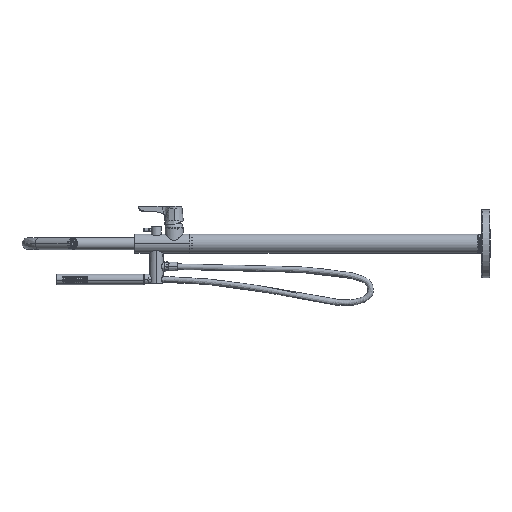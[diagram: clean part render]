
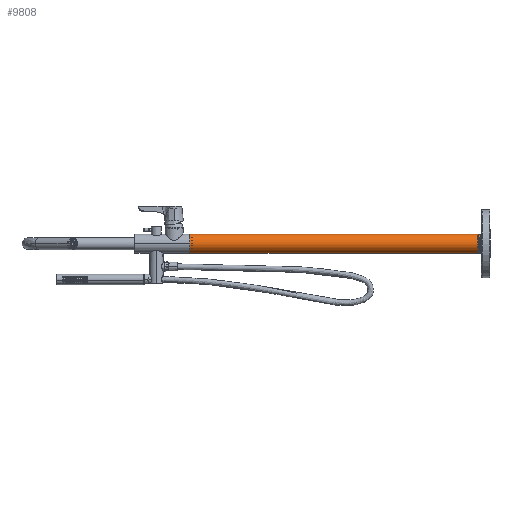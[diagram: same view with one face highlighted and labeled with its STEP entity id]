
A CAD part, left-side view. The second image highlights one B-rep face of the part: STEP entity #9808.
In plain terms, the highlighted cylindrical face has radius 22.5 mm (diameter 45 mm), a partial arc.
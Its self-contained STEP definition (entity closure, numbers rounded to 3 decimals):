
#640 = VERTEX_POINT ( 'NONE', #46180 ) ;
#1261 = CARTESIAN_POINT ( 'NONE',  ( 0., 0., 0. ) ) ;
#1696 = ORIENTED_EDGE ( 'NONE', *, *, #7796, .F. ) ;
#1934 = CYLINDRICAL_SURFACE ( 'NONE', #8060, 22.5 ) ;
#2276 = VECTOR ( 'NONE', #63517, 1000. ) ;
#4536 = CARTESIAN_POINT ( 'NONE',  ( 0., 684., 0. ) ) ;
#4839 = EDGE_CURVE ( 'NONE', #60219, #39288, #60905, .T. ) ;
#7796 = EDGE_CURVE ( 'NONE', #39288, #640, #25182, .T. ) ;
#8060 = AXIS2_PLACEMENT_3D ( 'NONE', #67991, #29679, #40326 ) ;
#9808 = ADVANCED_FACE ( 'NONE', ( #61959 ), #1934, .T. ) ;
#10207 = VERTEX_POINT ( 'NONE', #28172 ) ;
#13759 = AXIS2_PLACEMENT_3D ( 'NONE', #1261, #33604, #60230 ) ;
#14719 = EDGE_CURVE ( 'NONE', #60219, #10207, #51012, .T. ) ;
#15470 = ORIENTED_EDGE ( 'NONE', *, *, #14719, .T. ) ;
#17326 = CARTESIAN_POINT ( 'NONE',  ( 0., 684., -22.5 ) ) ;
#17901 = VECTOR ( 'NONE', #34680, 1000. ) ;
#24718 = CARTESIAN_POINT ( 'NONE',  ( 0., 690., -22.5 ) ) ;
#25182 = LINE ( 'NONE', #58194, #2276 ) ;
#28172 = CARTESIAN_POINT ( 'NONE',  ( 0., 0., -22.5 ) ) ;
#29679 = DIRECTION ( 'NONE',  ( 0., -1., 0. ) ) ;
#31167 = CARTESIAN_POINT ( 'NONE',  ( 0., 684., 22.5 ) ) ;
#33604 = DIRECTION ( 'NONE',  ( 0., 1., 0. ) ) ;
#34680 = DIRECTION ( 'NONE',  ( 0., -1., 0. ) ) ;
#36881 = DIRECTION ( 'NONE',  ( 0., 1., 0. ) ) ;
#39288 = VERTEX_POINT ( 'NONE', #31167 ) ;
#40326 = DIRECTION ( 'NONE',  ( 0., 0., -1. ) ) ;
#42785 = AXIS2_PLACEMENT_3D ( 'NONE', #4536, #36881, #53556 ) ;
#46180 = CARTESIAN_POINT ( 'NONE',  ( 0., 0., 22.5 ) ) ;
#51012 = LINE ( 'NONE', #24718, #17901 ) ;
#51235 = CIRCLE ( 'NONE', #13759, 22.5 ) ;
#51758 = ORIENTED_EDGE ( 'NONE', *, *, #4839, .F. ) ;
#53556 = DIRECTION ( 'NONE',  ( 0., 0., 1. ) ) ;
#58194 = CARTESIAN_POINT ( 'NONE',  ( 0., 690., 22.5 ) ) ;
#58200 = ORIENTED_EDGE ( 'NONE', *, *, #70296, .T. ) ;
#60219 = VERTEX_POINT ( 'NONE', #17326 ) ;
#60230 = DIRECTION ( 'NONE',  ( 0., 0., -1. ) ) ;
#60905 = CIRCLE ( 'NONE', #42785, 22.5 ) ;
#61959 = FACE_OUTER_BOUND ( 'NONE', #65521, .T. ) ;
#63517 = DIRECTION ( 'NONE',  ( 0., -1., 0. ) ) ;
#65521 = EDGE_LOOP ( 'NONE', ( #1696, #51758, #15470, #58200 ) ) ;
#67991 = CARTESIAN_POINT ( 'NONE',  ( 0., 690., 0. ) ) ;
#70296 = EDGE_CURVE ( 'NONE', #10207, #640, #51235, .T. ) ;
